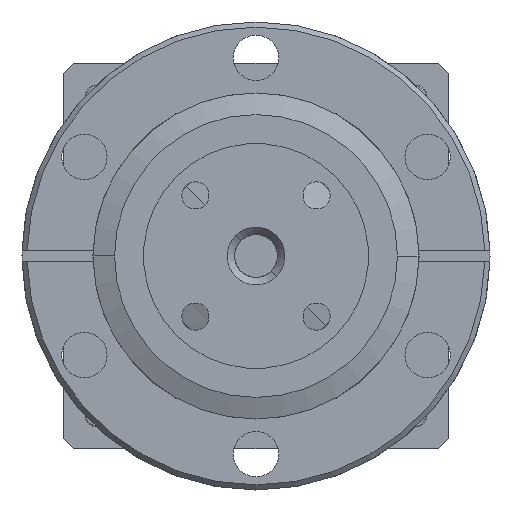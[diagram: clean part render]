
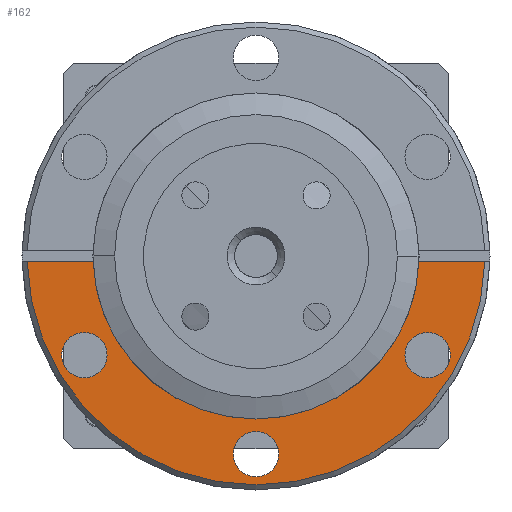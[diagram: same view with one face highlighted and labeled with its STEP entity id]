
A CAD part, left-side view. The second image highlights one B-rep face of the part: STEP entity #162.
In plain terms, the highlighted planar face has unit normal (-1, 0, 0).
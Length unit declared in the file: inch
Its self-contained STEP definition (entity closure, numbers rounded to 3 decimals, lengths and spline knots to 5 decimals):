
#162 = ADVANCED_FACE ( 'NONE', ( #8344, #8353, #8355, #8357 ), #10873, .F. ) ;
#545 = EDGE_CURVE ( 'NONE', #6415, #7021, #1237, .T. ) ;
#554 = EDGE_CURVE ( 'NONE', #6530, #7014, #1246, .T. ) ;
#560 = EDGE_CURVE ( 'NONE', #7004, #7016, #1251, .T. ) ;
#565 = EDGE_CURVE ( 'NONE', #7016, #7004, #1259, .T. ) ;
#1237 = CIRCLE ( 'NONE', #6242, 0.951 ) ;
#1246 = CIRCLE ( 'NONE', #6252, 1.335 ) ;
#1251 = CIRCLE ( 'NONE', #6254, 0.1325 ) ;
#1259 = CIRCLE ( 'NONE', #6257, 0.1325 ) ;
#1599 = CARTESIAN_POINT ( 'NONE',  ( 0.5, 1.00113, -0.578 ) ) ;
#1601 = DIRECTION ( 'NONE',  ( 0., 0., -1. ) ) ;
#1602 = DIRECTION ( 'NONE',  ( -1., 0., 0. ) ) ;
#1936 = DIRECTION ( 'NONE',  ( 0., 0., -1. ) ) ;
#1937 = DIRECTION ( 'NONE',  ( -1., 0., 0. ) ) ;
#1938 = CARTESIAN_POINT ( 'NONE',  ( 0.5, 0., -1.156 ) ) ;
#1960 = DIRECTION ( 'NONE',  ( 0., -1., 0. ) ) ;
#1968 = DIRECTION ( 'NONE',  ( 0., 0., -1. ) ) ;
#1969 = DIRECTION ( 'NONE',  ( -1., 0., 0. ) ) ;
#1975 = CARTESIAN_POINT ( 'NONE',  ( 0.5, 1.38335, -0.03 ) ) ;
#1979 = CARTESIAN_POINT ( 'NONE',  ( 0.5, 0., -1.156 ) ) ;
#2150 = DIRECTION ( 'NONE',  ( 0., 0., -1. ) ) ;
#2152 = DIRECTION ( 'NONE',  ( -1., 0., 0. ) ) ;
#2154 = CARTESIAN_POINT ( 'NONE',  ( 0.5, 1.00113, -0.578 ) ) ;
#2857 = AXIS2_PLACEMENT_3D ( 'NONE', #2154, #2152, #2150 ) ;
#2928 = AXIS2_PLACEMENT_3D ( 'NONE', #1979, #1969, #1968 ) ;
#2932 = AXIS2_PLACEMENT_3D ( 'NONE', #1938, #1937, #1936 ) ;
#2957 = AXIS2_PLACEMENT_3D ( 'NONE', #1599, #1602, #1601 ) ;
#4300 = CARTESIAN_POINT ( 'NONE',  ( 0.5, 1.00113, -0.4455 ) ) ;
#4791 = CARTESIAN_POINT ( 'NONE',  ( 0.5, 0., -1.2885 ) ) ;
#5078 = AXIS2_PLACEMENT_3D ( 'NONE', #10919, #10849, #10844 ) ;
#5947 = CARTESIAN_POINT ( 'NONE',  ( 0.5, 0., -1.0235 ) ) ;
#5962 = CARTESIAN_POINT ( 'NONE',  ( 0.5, -1.00113, -0.7105 ) ) ;
#5977 = CARTESIAN_POINT ( 'NONE',  ( 0.5, -0.95053, -0.03 ) ) ;
#6242 = AXIS2_PLACEMENT_3D ( 'NONE', #8929, #8917, #8916 ) ;
#6252 = AXIS2_PLACEMENT_3D ( 'NONE', #8883, #8839, #8837 ) ;
#6254 = AXIS2_PLACEMENT_3D ( 'NONE', #8653, #8644, #8639 ) ;
#6257 = AXIS2_PLACEMENT_3D ( 'NONE', #8590, #8584, #8580 ) ;
#6415 = VERTEX_POINT ( 'NONE', #12805 ) ;
#6530 = VERTEX_POINT ( 'NONE', #12797 ) ;
#7004 = VERTEX_POINT ( 'NONE', #13097 ) ;
#7009 = VERTEX_POINT ( 'NONE', #13019 ) ;
#7014 = VERTEX_POINT ( 'NONE', #13400 ) ;
#7016 = VERTEX_POINT ( 'NONE', #5962 ) ;
#7021 = VERTEX_POINT ( 'NONE', #5977 ) ;
#7051 = VERTEX_POINT ( 'NONE', #5947 ) ;
#7053 = VERTEX_POINT ( 'NONE', #4791 ) ;
#7097 = VERTEX_POINT ( 'NONE', #4300 ) ;
#7978 = DIRECTION ( 'NONE',  ( 0., -1., 0. ) ) ;
#7986 = CARTESIAN_POINT ( 'NONE',  ( 0.5, -1.38335, -0.03 ) ) ;
#8344 = FACE_BOUND ( 'NONE', #12498, .T. ) ;
#8353 = FACE_BOUND ( 'NONE', #12478, .T. ) ;
#8355 = FACE_OUTER_BOUND ( 'NONE', #12477, .T. ) ;
#8357 = FACE_BOUND ( 'NONE', #12479, .T. ) ;
#8513 = ORIENTED_EDGE ( 'NONE', *, *, #13506, .F. ) ;
#8514 = ORIENTED_EDGE ( 'NONE', *, *, #17347, .F. ) ;
#8516 = ORIENTED_EDGE ( 'NONE', *, *, #565, .F. ) ;
#8518 = ORIENTED_EDGE ( 'NONE', *, *, #17412, .F. ) ;
#8523 = ORIENTED_EDGE ( 'NONE', *, *, #17354, .F. ) ;
#8525 = ORIENTED_EDGE ( 'NONE', *, *, #554, .T. ) ;
#8526 = ORIENTED_EDGE ( 'NONE', *, *, #17339, .F. ) ;
#8528 = ORIENTED_EDGE ( 'NONE', *, *, #545, .F. ) ;
#8558 = ORIENTED_EDGE ( 'NONE', *, *, #560, .F. ) ;
#8559 = ORIENTED_EDGE ( 'NONE', *, *, #13457, .F. ) ;
#8580 = DIRECTION ( 'NONE',  ( 0., 0., -1. ) ) ;
#8584 = DIRECTION ( 'NONE',  ( -1., 0., 0. ) ) ;
#8590 = CARTESIAN_POINT ( 'NONE',  ( 0.5, -1.00113, -0.578 ) ) ;
#8639 = DIRECTION ( 'NONE',  ( 0., 0., -1. ) ) ;
#8644 = DIRECTION ( 'NONE',  ( -1., 0., 0. ) ) ;
#8653 = CARTESIAN_POINT ( 'NONE',  ( 0.5, -1.00113, -0.578 ) ) ;
#8837 = DIRECTION ( 'NONE',  ( 0., -1., 0. ) ) ;
#8839 = DIRECTION ( 'NONE',  ( -1., 0., 0. ) ) ;
#8883 = CARTESIAN_POINT ( 'NONE',  ( 0.5, 0., 0. ) ) ;
#8916 = DIRECTION ( 'NONE',  ( 0., 1., 0. ) ) ;
#8917 = DIRECTION ( 'NONE',  ( -1., 0., 0. ) ) ;
#8929 = CARTESIAN_POINT ( 'NONE',  ( 0.5, 0., 0. ) ) ;
#10844 = DIRECTION ( 'NONE',  ( 0., -1., 0. ) ) ;
#10849 = DIRECTION ( 'NONE',  ( 1., 0., 0. ) ) ;
#10873 = PLANE ( 'NONE',  #5078 ) ;
#10919 = CARTESIAN_POINT ( 'NONE',  ( 0.5, -1.365, 0. ) ) ;
#11753 = LINE ( 'NONE', #7986, #11755 ) ;
#11755 = VECTOR ( 'NONE', #7978, 39.37008 ) ;
#12477 = EDGE_LOOP ( 'NONE', ( #8528, #8514, #8525, #8559 ) ) ;
#12478 = EDGE_LOOP ( 'NONE', ( #8516, #8558 ) ) ;
#12479 = EDGE_LOOP ( 'NONE', ( #8518, #8513 ) ) ;
#12498 = EDGE_LOOP ( 'NONE', ( #8526, #8523 ) ) ;
#12797 = CARTESIAN_POINT ( 'NONE',  ( 0.5, 1.33466, -0.03 ) ) ;
#12805 = CARTESIAN_POINT ( 'NONE',  ( 0.5, 0.95053, -0.03 ) ) ;
#13019 = CARTESIAN_POINT ( 'NONE',  ( 0.5, 1.00113, -0.7105 ) ) ;
#13097 = CARTESIAN_POINT ( 'NONE',  ( 0.5, -1.00113, -0.4455 ) ) ;
#13400 = CARTESIAN_POINT ( 'NONE',  ( 0.5, -1.33466, -0.03 ) ) ;
#13457 = EDGE_CURVE ( 'NONE', #7021, #7014, #11753, .T. ) ;
#13506 = EDGE_CURVE ( 'NONE', #7097, #7009, #16872, .T. ) ;
#16872 = CIRCLE ( 'NONE', #2857, 0.1325 ) ;
#16963 = LINE ( 'NONE', #1975, #16967 ) ;
#16964 = CIRCLE ( 'NONE', #2928, 0.1325 ) ;
#16967 = VECTOR ( 'NONE', #1960, 39.37008 ) ;
#16973 = CIRCLE ( 'NONE', #2932, 0.1325 ) ;
#17023 = CIRCLE ( 'NONE', #2957, 0.1325 ) ;
#17339 = EDGE_CURVE ( 'NONE', #7053, #7051, #16964, .T. ) ;
#17347 = EDGE_CURVE ( 'NONE', #6530, #6415, #16963, .T. ) ;
#17354 = EDGE_CURVE ( 'NONE', #7051, #7053, #16973, .T. ) ;
#17412 = EDGE_CURVE ( 'NONE', #7009, #7097, #17023, .T. ) ;
